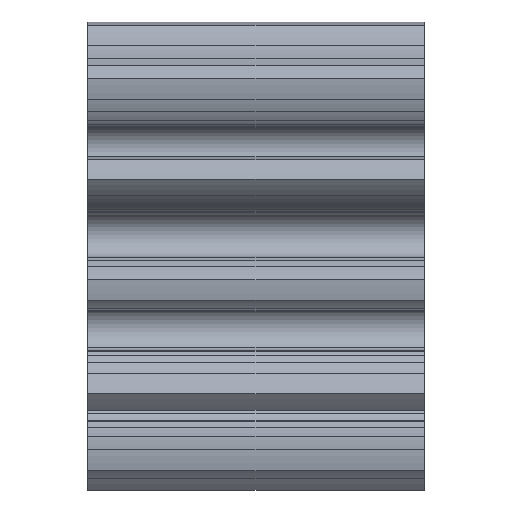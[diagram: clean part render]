
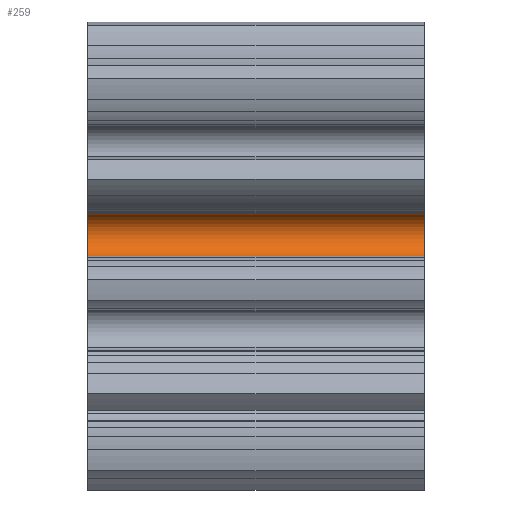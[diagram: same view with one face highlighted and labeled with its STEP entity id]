
A CAD part, front view. The second image highlights one B-rep face of the part: STEP entity #259.
In plain terms, the highlighted cylindrical face has radius 0.683 mm (diameter 1.365 mm), a partial arc.
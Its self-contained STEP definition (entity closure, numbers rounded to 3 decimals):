
#259=ADVANCED_FACE('',(#653),#654,.F.);
#653=FACE_OUTER_BOUND('',#1179,.T.);
#654=CYLINDRICAL_SURFACE('',#1180,0.683);
#1179=EDGE_LOOP('',(#2019,#2020,#2021,#2022));
#1180=AXIS2_PLACEMENT_3D('',#2023,#2024,#2025);
#2019=ORIENTED_EDGE('',*,*,#3409,.T.);
#2020=ORIENTED_EDGE('',*,*,#3468,.F.);
#2021=ORIENTED_EDGE('',*,*,#3404,.T.);
#2022=ORIENTED_EDGE('',*,*,#3597,.F.);
#2023=CARTESIAN_POINT('',(5.0,-5.365,0.625));
#2024=DIRECTION('',(-1.0,0.0,0.0));
#2025=DIRECTION('',(0.0,0.0,-1.0));
#3404=EDGE_CURVE('',#4159,#4160,#4161,.T.);
#3409=EDGE_CURVE('',#4168,#4169,#4170,.T.);
#3468=EDGE_CURVE('',#4159,#4169,#4271,.T.);
#3597=EDGE_CURVE('',#4168,#4160,#4502,.T.);
#4159=VERTEX_POINT('',#5218);
#4160=VERTEX_POINT('',#5219);
#4161=LINE('',#5220,#5221);
#4168=VERTEX_POINT('',#5229);
#4169=VERTEX_POINT('',#5230);
#4170=LINE('',#5231,#5232);
#4271=CIRCLE('',#5344,0.683);
#4502=CIRCLE('',#5577,0.683);
#5218=CARTESIAN_POINT('',(10.0,-5.365,1.308));
#5219=CARTESIAN_POINT('',(0.0,-5.365,1.308));
#5220=CARTESIAN_POINT('',(5.0,-5.365,1.308));
#5221=VECTOR('',#6356,1.0);
#5229=CARTESIAN_POINT('',(0.0,-5.365,-0.057));
#5230=CARTESIAN_POINT('',(10.0,-5.365,-0.057));
#5231=CARTESIAN_POINT('',(5.0,-5.365,-0.057));
#5232=VECTOR('',#6364,1.0);
#5344=AXIS2_PLACEMENT_3D('',#6493,#6494,#6495);
#5577=AXIS2_PLACEMENT_3D('',#6864,#6865,#6866);
#6356=DIRECTION('',(-1.0,0.0,0.0));
#6364=DIRECTION('',(1.0,-0.0,0.0));
#6493=CARTESIAN_POINT('',(10.0,-5.365,0.625));
#6494=DIRECTION('',(-1.0,-0.0,-0.0));
#6495=DIRECTION('',(0.0,0.0,-1.0));
#6864=CARTESIAN_POINT('',(0.0,-5.365,0.625));
#6865=DIRECTION('',(1.0,-0.0,0.0));
#6866=DIRECTION('',(0.0,0.0,-1.0));
